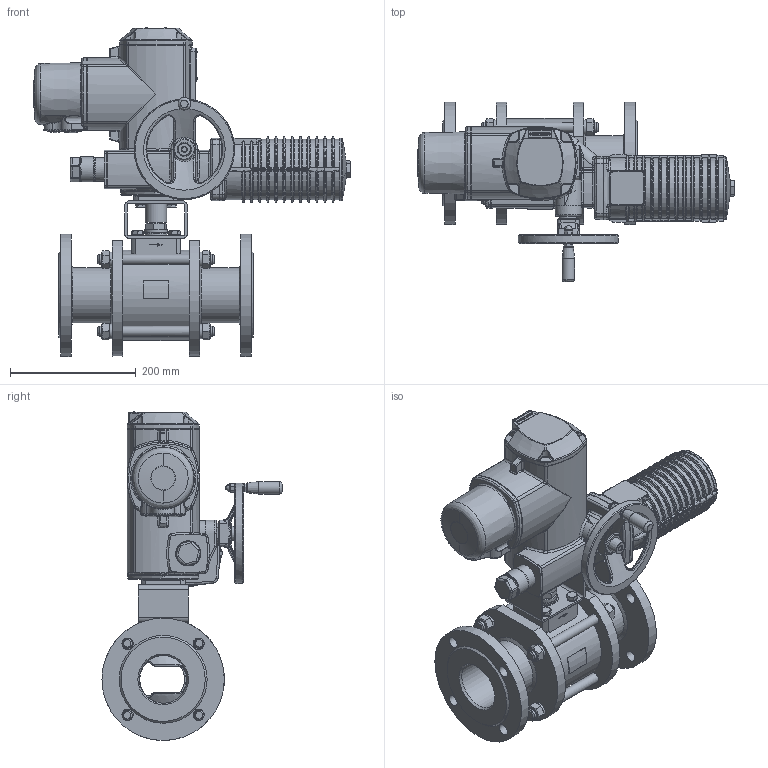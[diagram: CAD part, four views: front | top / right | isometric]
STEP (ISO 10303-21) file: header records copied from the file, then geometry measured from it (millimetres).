
FILE_DESCRIPTION(('STEP AP203'), '1');
FILE_NAME('埡39.014.080.000', '', ('UNSPECIFIED'), ('UNSPECIFIED'), 'ASCON STEP Converter 1.6', 'ASCON Math Kernel', '');
FILE_SCHEMA(('CONFIG_CONTROL_DESIGN'));
Length unit declared in the file: millimetre
Products named in the file (1): ФБ39.014.080
Bounding box: 504.8 x 286.9 x 524.13 mm (x, y, z)
Volume: 10348705.7 mm3; surface area: 906549.5 mm2
Topology: 7 solids, 8 shells, 2870 faces, 7078 edges, 4172 vertices
Faces by surface type: bspline 1126, plane 896, cylinder 540, cone 294, torus 13, sphere 1
Full cylindrical faces by diameter (mm): 6.647 x4, 7 x4, 8 x4, 9 x4, 10 x4, 11 x4, 12.5 x1, 16 x12, 18 x16, 20 x1, 21.8 x1, 22 x1, 22.2 x1, 24 x2, 25 x2, 33 x2, 34 x1, 34.5 x1, 35 x1, 38 x2, 40 x2, 41.75 x1, 42 x2, 55 x1, 75 x1, 76 x4, 87.5 x1, 88 x3, 100 x1, 144 x1
Entity records: 407439 total; most frequent: CARTESIAN_POINT 329372, ORIENTED_EDGE 13452, DIRECTION 7578, EDGE_CURVE 6727, VERTEX_POINT 4166, B_SPLINE_CURVE_WITH_KNOTS 3481, EDGE_LOOP 3243, FACE_BOUND 3012
